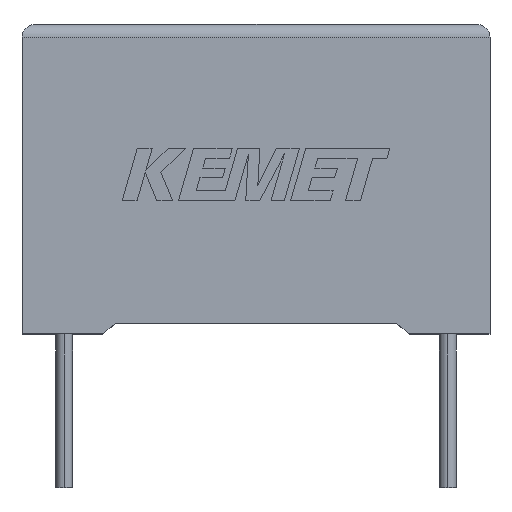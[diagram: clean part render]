
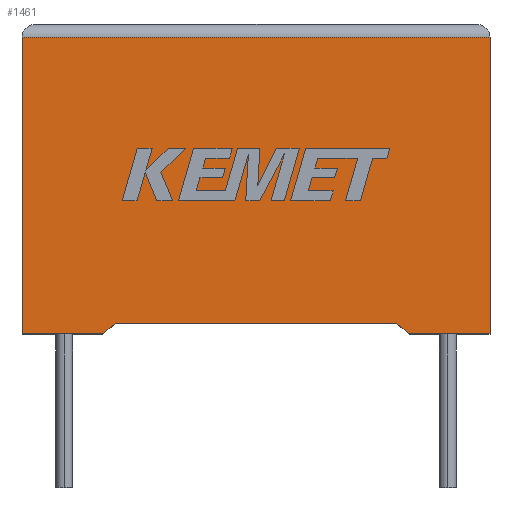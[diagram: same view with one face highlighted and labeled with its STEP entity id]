
A CAD part, top view. The second image highlights one B-rep face of the part: STEP entity #1461.
In plain terms, the highlighted planar face has unit normal (0, 0, 1).
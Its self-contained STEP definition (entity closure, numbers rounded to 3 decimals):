
#11 = DIRECTION ( 'NONE',  ( 0., 0., -1. ) ) ;
#110 = EDGE_CURVE ( 'NONE', #2646, #878, #1789, .T. ) ;
#133 = EDGE_CURVE ( 'NONE', #2226, #1933, #2044, .T. ) ;
#137 = VECTOR ( 'NONE', #1960, 1000. ) ;
#152 = ORIENTED_EDGE ( 'NONE', *, *, #1675, .T. ) ;
#256 = CARTESIAN_POINT ( 'NONE',  ( 9.15, 0.417, 6.2 ) ) ;
#342 = ORIENTED_EDGE ( 'NONE', *, *, #110, .F. ) ;
#370 = CARTESIAN_POINT ( 'NONE',  ( 3.15, 0., 6.2 ) ) ;
#459 = CARTESIAN_POINT ( 'NONE',  ( 0., 11.6, 6.2 ) ) ;
#680 = VERTEX_POINT ( 'NONE', #1780 ) ;
#737 = LINE ( 'NONE', #256, #2532 ) ;
#820 = CARTESIAN_POINT ( 'NONE',  ( 15.15, 0., 6.2 ) ) ;
#852 = VECTOR ( 'NONE', #1167, 1000. ) ;
#878 = VERTEX_POINT ( 'NONE', #370 ) ;
#916 = EDGE_LOOP ( 'NONE', ( #1093, #1077, #2531, #2273, #342, #2297, #152, #1023 ) ) ;
#917 = CARTESIAN_POINT ( 'NONE',  ( 0., 0., 6.2 ) ) ;
#939 = LINE ( 'NONE', #820, #1031 ) ;
#999 = VECTOR ( 'NONE', #1602, 1000. ) ;
#1002 = FACE_OUTER_BOUND ( 'NONE', #916, .T. ) ;
#1017 = CARTESIAN_POINT ( 'NONE',  ( 18.3, 0., 6.2 ) ) ;
#1023 = ORIENTED_EDGE ( 'NONE', *, *, #133, .T. ) ;
#1031 = VECTOR ( 'NONE', #2053, 1000. ) ;
#1077 = ORIENTED_EDGE ( 'NONE', *, *, #2717, .T. ) ;
#1093 = ORIENTED_EDGE ( 'NONE', *, *, #2163, .T. ) ;
#1166 = EDGE_CURVE ( 'NONE', #1796, #2012, #2108, .T. ) ;
#1167 = DIRECTION ( 'NONE',  ( 0., -1., 0. ) ) ;
#1170 = CARTESIAN_POINT ( 'NONE',  ( 3.658, 0.417, 6.2 ) ) ;
#1193 = CARTESIAN_POINT ( 'NONE',  ( 0., 11.6, 6.2 ) ) ;
#1257 = LINE ( 'NONE', #2515, #999 ) ;
#1295 = EDGE_CURVE ( 'NONE', #2614, #2646, #737, .T. ) ;
#1406 = DIRECTION ( 'NONE',  ( -1., 0., 0. ) ) ;
#1441 = DIRECTION ( 'NONE',  ( 1., 0., 0. ) ) ;
#1453 = DIRECTION ( 'NONE',  ( -1., 0., 0. ) ) ;
#1461 = ADVANCED_FACE ( 'NONE', ( #1002 ), #2388, .F. ) ;
#1479 = VECTOR ( 'NONE', #1453, 1000. ) ;
#1499 = CARTESIAN_POINT ( 'NONE',  ( 0., 0., 6.2 ) ) ;
#1569 = VECTOR ( 'NONE', #1441, 1000. ) ;
#1602 = DIRECTION ( 'NONE',  ( 0., 1., 0. ) ) ;
#1666 = CARTESIAN_POINT ( 'NONE',  ( 0., 0., 6.2 ) ) ;
#1675 = EDGE_CURVE ( 'NONE', #2614, #2226, #939, .T. ) ;
#1780 = CARTESIAN_POINT ( 'NONE',  ( 18.3, 11.6, 6.2 ) ) ;
#1789 = LINE ( 'NONE', #2836, #2307 ) ;
#1796 = VERTEX_POINT ( 'NONE', #459 ) ;
#1801 = LINE ( 'NONE', #1193, #1479 ) ;
#1923 = EDGE_CURVE ( 'NONE', #2012, #878, #2794, .T. ) ;
#1933 = VERTEX_POINT ( 'NONE', #1017 ) ;
#1960 = DIRECTION ( 'NONE',  ( 1., 0., 0. ) ) ;
#2012 = VERTEX_POINT ( 'NONE', #2913 ) ;
#2044 = LINE ( 'NONE', #2148, #1569 ) ;
#2053 = DIRECTION ( 'NONE',  ( 0.773, -0.635, 0. ) ) ;
#2108 = LINE ( 'NONE', #917, #852 ) ;
#2148 = CARTESIAN_POINT ( 'NONE',  ( 0., 0., 6.2 ) ) ;
#2163 = EDGE_CURVE ( 'NONE', #1933, #680, #1257, .T. ) ;
#2226 = VERTEX_POINT ( 'NONE', #2334 ) ;
#2273 = ORIENTED_EDGE ( 'NONE', *, *, #1923, .T. ) ;
#2297 = ORIENTED_EDGE ( 'NONE', *, *, #1295, .F. ) ;
#2307 = VECTOR ( 'NONE', #2579, 1000. ) ;
#2334 = CARTESIAN_POINT ( 'NONE',  ( 15.15, 0., 6.2 ) ) ;
#2370 = DIRECTION ( 'NONE',  ( -1., 0., 0. ) ) ;
#2388 = PLANE ( 'NONE',  #2951 ) ;
#2515 = CARTESIAN_POINT ( 'NONE',  ( 18.3, 0., 6.2 ) ) ;
#2531 = ORIENTED_EDGE ( 'NONE', *, *, #1166, .T. ) ;
#2532 = VECTOR ( 'NONE', #2370, 1000. ) ;
#2579 = DIRECTION ( 'NONE',  ( -0.773, -0.635, 0. ) ) ;
#2614 = VERTEX_POINT ( 'NONE', #2954 ) ;
#2646 = VERTEX_POINT ( 'NONE', #1170 ) ;
#2717 = EDGE_CURVE ( 'NONE', #680, #1796, #1801, .T. ) ;
#2794 = LINE ( 'NONE', #1499, #137 ) ;
#2836 = CARTESIAN_POINT ( 'NONE',  ( 3.15, 0., 6.2 ) ) ;
#2913 = CARTESIAN_POINT ( 'NONE',  ( 0., 0., 6.2 ) ) ;
#2951 = AXIS2_PLACEMENT_3D ( 'NONE', #1666, #11, #1406 ) ;
#2954 = CARTESIAN_POINT ( 'NONE',  ( 14.642, 0.417, 6.2 ) ) ;
